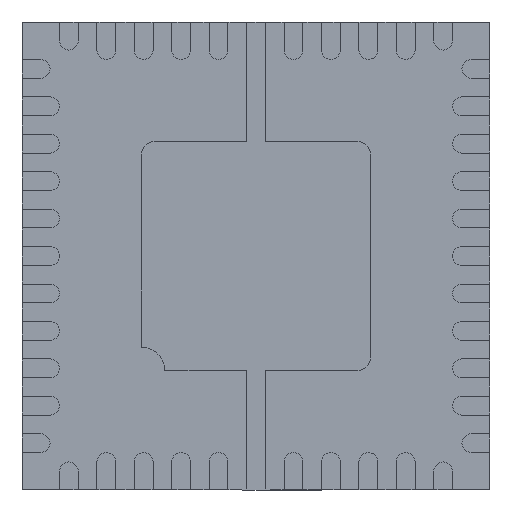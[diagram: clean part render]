
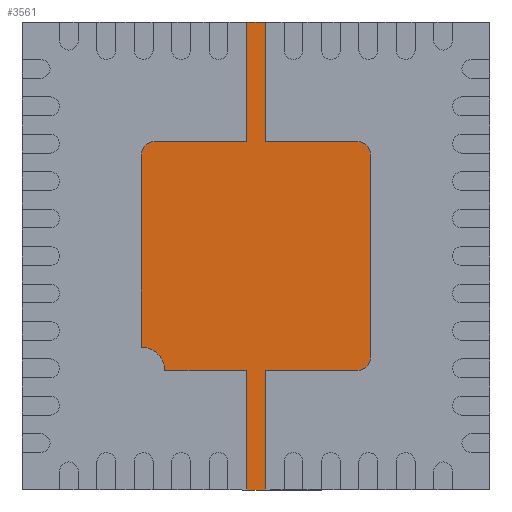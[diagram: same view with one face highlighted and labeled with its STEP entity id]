
A CAD part, front view. The second image highlights one B-rep face of the part: STEP entity #3561.
In plain terms, the highlighted planar face has unit normal (0, -1, 0).
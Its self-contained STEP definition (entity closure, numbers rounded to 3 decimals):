
#48 = LINE ( 'NONE', #2954, #212 ) ;
#193 = VECTOR ( 'NONE', #8872, 1000. ) ;
#208 = DIRECTION ( 'NONE',  ( 0., -1., 0. ) ) ;
#212 = VECTOR ( 'NONE', #8699, 1000. ) ;
#286 = LINE ( 'NONE', #4464, #11898 ) ;
#352 = EDGE_CURVE ( 'NONE', #6441, #8453, #286, .T. ) ;
#639 = EDGE_CURVE ( 'NONE', #6090, #14196, #9566, .T. ) ;
#718 = FACE_OUTER_BOUND ( 'NONE', #4598, .T. ) ;
#726 = DIRECTION ( 'NONE',  ( 0., 0., 1. ) ) ;
#805 = DIRECTION ( 'NONE',  ( -1., 0., 0. ) ) ;
#806 = VECTOR ( 'NONE', #12475, 1000. ) ;
#879 = CARTESIAN_POINT ( 'NONE',  ( 1.075, 0., 1.075 ) ) ;
#884 = EDGE_CURVE ( 'NONE', #14196, #7271, #12052, .T. ) ;
#1213 = VECTOR ( 'NONE', #7931, 1000. ) ;
#1298 = CIRCLE ( 'NONE', #7713, 0.25 ) ;
#1477 = EDGE_CURVE ( 'NONE', #7685, #13723, #14567, .T. ) ;
#1570 = CARTESIAN_POINT ( 'NONE',  ( -0.1, 0., -1.225 ) ) ;
#1753 = EDGE_CURVE ( 'NONE', #8453, #12452, #13463, .T. ) ;
#1786 = AXIS2_PLACEMENT_3D ( 'NONE', #879, #11460, #4596 ) ;
#1852 = EDGE_CURVE ( 'NONE', #7312, #3307, #1298, .T. ) ;
#2098 = ORIENTED_EDGE ( 'NONE', *, *, #14573, .T. ) ;
#2501 = EDGE_CURVE ( 'NONE', #13723, #10077, #10927, .T. ) ;
#2520 = AXIS2_PLACEMENT_3D ( 'NONE', #11610, #11654, #13968 ) ;
#2678 = EDGE_CURVE ( 'NONE', #3307, #6090, #48, .T. ) ;
#2713 = ORIENTED_EDGE ( 'NONE', *, *, #7694, .T. ) ;
#2759 = DIRECTION ( 'NONE',  ( 0., 0., -1. ) ) ;
#2929 = ORIENTED_EDGE ( 'NONE', *, *, #5647, .T. ) ;
#2954 = CARTESIAN_POINT ( 'NONE',  ( -0.1, 0., -1.225 ) ) ;
#3178 = CARTESIAN_POINT ( 'NONE',  ( 1.075, 0., 1.225 ) ) ;
#3215 = CARTESIAN_POINT ( 'NONE',  ( -0.1, 0., 2.5 ) ) ;
#3307 = VERTEX_POINT ( 'NONE', #7688 ) ;
#3522 = CARTESIAN_POINT ( 'NONE',  ( 1.075, 0., -1.225 ) ) ;
#3561 = ADVANCED_FACE ( 'NONE', ( #718 ), #12722, .T. ) ;
#3648 = CARTESIAN_POINT ( 'NONE',  ( 1.075, 0., 1.225 ) ) ;
#3685 = ORIENTED_EDGE ( 'NONE', *, *, #2678, .T. ) ;
#3906 = LINE ( 'NONE', #3178, #193 ) ;
#3922 = DIRECTION ( 'NONE',  ( 0., -1., 0. ) ) ;
#3952 = CARTESIAN_POINT ( 'NONE',  ( 1.225, 0., -1.075 ) ) ;
#3970 = EDGE_CURVE ( 'NONE', #5501, #6441, #3906, .T. ) ;
#4075 = ORIENTED_EDGE ( 'NONE', *, *, #352, .T. ) ;
#4105 = VECTOR ( 'NONE', #13053, 1000. ) ;
#4189 = VECTOR ( 'NONE', #2759, 1000. ) ;
#4214 = LINE ( 'NONE', #8732, #9963 ) ;
#4413 = CARTESIAN_POINT ( 'NONE',  ( -1.075, 0., 1.225 ) ) ;
#4464 = CARTESIAN_POINT ( 'NONE',  ( 0.1, 0., 1.225 ) ) ;
#4596 = DIRECTION ( 'NONE',  ( 0., 0., 1. ) ) ;
#4598 = EDGE_LOOP ( 'NONE', ( #10243, #11567, #6324, #6008, #4075, #6070, #2098, #2929, #2713, #4919, #11267, #3685, #12311, #6114, #13730, #14355 ) ) ;
#4742 = VERTEX_POINT ( 'NONE', #8046 ) ;
#4858 = CARTESIAN_POINT ( 'NONE',  ( 0.1, 0., -2.5 ) ) ;
#4919 = ORIENTED_EDGE ( 'NONE', *, *, #8302, .T. ) ;
#5127 = CARTESIAN_POINT ( 'NONE',  ( -0.1, 0., 1.225 ) ) ;
#5231 = EDGE_CURVE ( 'NONE', #7271, #7685, #11402, .T. ) ;
#5368 = CARTESIAN_POINT ( 'NONE',  ( 0.1, 0., 2.5 ) ) ;
#5501 = VERTEX_POINT ( 'NONE', #3648 ) ;
#5576 = CARTESIAN_POINT ( 'NONE',  ( 0.1, 0., -2.5 ) ) ;
#5599 = CARTESIAN_POINT ( 'NONE',  ( 0.1, 0., 1.225 ) ) ;
#5647 = EDGE_CURVE ( 'NONE', #7955, #8625, #4214, .T. ) ;
#6008 = ORIENTED_EDGE ( 'NONE', *, *, #3970, .T. ) ;
#6070 = ORIENTED_EDGE ( 'NONE', *, *, #1753, .T. ) ;
#6090 = VERTEX_POINT ( 'NONE', #12767 ) ;
#6114 = ORIENTED_EDGE ( 'NONE', *, *, #884, .T. ) ;
#6324 = ORIENTED_EDGE ( 'NONE', *, *, #9143, .T. ) ;
#6441 = VERTEX_POINT ( 'NONE', #5599 ) ;
#6586 = DIRECTION ( 'NONE',  ( -1., 0., 0. ) ) ;
#7271 = VERTEX_POINT ( 'NONE', #4858 ) ;
#7312 = VERTEX_POINT ( 'NONE', #7360 ) ;
#7360 = CARTESIAN_POINT ( 'NONE',  ( -1.225, 0., -0.975 ) ) ;
#7429 = DIRECTION ( 'NONE',  ( 0., 0., -1. ) ) ;
#7440 = CARTESIAN_POINT ( 'NONE',  ( -1.225, 0., -1.225 ) ) ;
#7685 = VERTEX_POINT ( 'NONE', #13875 ) ;
#7688 = CARTESIAN_POINT ( 'NONE',  ( -0.975, 0., -1.225 ) ) ;
#7694 = EDGE_CURVE ( 'NONE', #8625, #4742, #11132, .T. ) ;
#7713 = AXIS2_PLACEMENT_3D ( 'NONE', #7440, #8444, #14170 ) ;
#7931 = DIRECTION ( 'NONE',  ( 0., 0., 1. ) ) ;
#7955 = VERTEX_POINT ( 'NONE', #12330 ) ;
#8038 = CIRCLE ( 'NONE', #1786, 0.15 ) ;
#8046 = CARTESIAN_POINT ( 'NONE',  ( -1.225, 0., 1.075 ) ) ;
#8302 = EDGE_CURVE ( 'NONE', #4742, #7312, #13431, .T. ) ;
#8444 = DIRECTION ( 'NONE',  ( 0., 1., 0. ) ) ;
#8453 = VERTEX_POINT ( 'NONE', #13390 ) ;
#8480 = CARTESIAN_POINT ( 'NONE',  ( -1.225, 0., -0.975 ) ) ;
#8498 = AXIS2_PLACEMENT_3D ( 'NONE', #10393, #208, #13945 ) ;
#8625 = VERTEX_POINT ( 'NONE', #4413 ) ;
#8699 = DIRECTION ( 'NONE',  ( 1., 0., 0. ) ) ;
#8732 = CARTESIAN_POINT ( 'NONE',  ( -0.1, 0., 1.225 ) ) ;
#8804 = VECTOR ( 'NONE', #726, 1000. ) ;
#8872 = DIRECTION ( 'NONE',  ( -1., 0., 0. ) ) ;
#9141 = VECTOR ( 'NONE', #7429, 1000. ) ;
#9143 = EDGE_CURVE ( 'NONE', #10886, #5501, #8038, .T. ) ;
#9566 = LINE ( 'NONE', #1570, #4189 ) ;
#9963 = VECTOR ( 'NONE', #805, 1000. ) ;
#10077 = VERTEX_POINT ( 'NONE', #14301 ) ;
#10215 = LINE ( 'NONE', #5127, #4105 ) ;
#10243 = ORIENTED_EDGE ( 'NONE', *, *, #2501, .T. ) ;
#10393 = CARTESIAN_POINT ( 'NONE',  ( 1.075, 0., -1.075 ) ) ;
#10420 = LINE ( 'NONE', #3952, #8804 ) ;
#10702 = AXIS2_PLACEMENT_3D ( 'NONE', #10785, #3922, #14256 ) ;
#10785 = CARTESIAN_POINT ( 'NONE',  ( 1.075, 0., -1.075 ) ) ;
#10886 = VERTEX_POINT ( 'NONE', #12597 ) ;
#10927 = CIRCLE ( 'NONE', #10702, 0.15 ) ;
#11074 = CARTESIAN_POINT ( 'NONE',  ( 1.075, 0., -1.225 ) ) ;
#11132 = CIRCLE ( 'NONE', #2520, 0.15 ) ;
#11267 = ORIENTED_EDGE ( 'NONE', *, *, #1852, .T. ) ;
#11402 = LINE ( 'NONE', #11429, #1213 ) ;
#11424 = DIRECTION ( 'NONE',  ( 1., 0., 0. ) ) ;
#11429 = CARTESIAN_POINT ( 'NONE',  ( 0.1, 0., -1.225 ) ) ;
#11460 = DIRECTION ( 'NONE',  ( 0., -1., 0. ) ) ;
#11567 = ORIENTED_EDGE ( 'NONE', *, *, #14043, .T. ) ;
#11610 = CARTESIAN_POINT ( 'NONE',  ( -1.075, 0., 1.075 ) ) ;
#11654 = DIRECTION ( 'NONE',  ( 0., -1., 0. ) ) ;
#11898 = VECTOR ( 'NONE', #12463, 1000. ) ;
#12052 = LINE ( 'NONE', #5576, #806 ) ;
#12311 = ORIENTED_EDGE ( 'NONE', *, *, #639, .T. ) ;
#12330 = CARTESIAN_POINT ( 'NONE',  ( -0.1, 0., 1.225 ) ) ;
#12339 = CARTESIAN_POINT ( 'NONE',  ( -0.1, 0., -2.5 ) ) ;
#12375 = VECTOR ( 'NONE', #11424, 1000. ) ;
#12452 = VERTEX_POINT ( 'NONE', #3215 ) ;
#12463 = DIRECTION ( 'NONE',  ( 0., 0., 1. ) ) ;
#12475 = DIRECTION ( 'NONE',  ( 1., 0., 0. ) ) ;
#12597 = CARTESIAN_POINT ( 'NONE',  ( 1.225, 0., 1.075 ) ) ;
#12722 = PLANE ( 'NONE',  #8498 ) ;
#12767 = CARTESIAN_POINT ( 'NONE',  ( -0.1, 0., -1.225 ) ) ;
#13053 = DIRECTION ( 'NONE',  ( 0., 0., -1. ) ) ;
#13390 = CARTESIAN_POINT ( 'NONE',  ( 0.1, 0., 2.5 ) ) ;
#13431 = LINE ( 'NONE', #8480, #9141 ) ;
#13463 = LINE ( 'NONE', #5368, #14195 ) ;
#13723 = VERTEX_POINT ( 'NONE', #3522 ) ;
#13730 = ORIENTED_EDGE ( 'NONE', *, *, #5231, .T. ) ;
#13875 = CARTESIAN_POINT ( 'NONE',  ( 0.1, 0., -1.225 ) ) ;
#13945 = DIRECTION ( 'NONE',  ( 0., 0., -1. ) ) ;
#13968 = DIRECTION ( 'NONE',  ( 0., 0., -1. ) ) ;
#14043 = EDGE_CURVE ( 'NONE', #10077, #10886, #10420, .T. ) ;
#14170 = DIRECTION ( 'NONE',  ( 0., 0., -1. ) ) ;
#14195 = VECTOR ( 'NONE', #6586, 1000. ) ;
#14196 = VERTEX_POINT ( 'NONE', #12339 ) ;
#14256 = DIRECTION ( 'NONE',  ( 0., 0., -1. ) ) ;
#14301 = CARTESIAN_POINT ( 'NONE',  ( 1.225, 0., -1.075 ) ) ;
#14355 = ORIENTED_EDGE ( 'NONE', *, *, #1477, .T. ) ;
#14567 = LINE ( 'NONE', #11074, #12375 ) ;
#14573 = EDGE_CURVE ( 'NONE', #12452, #7955, #10215, .T. ) ;
